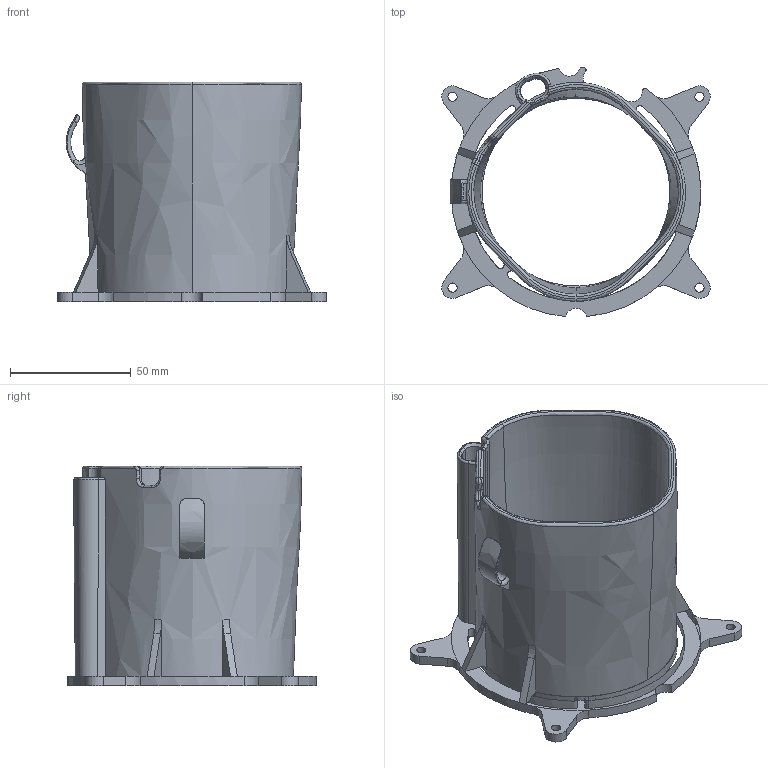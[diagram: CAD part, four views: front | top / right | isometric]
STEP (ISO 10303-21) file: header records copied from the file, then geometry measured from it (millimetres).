
FILE_DESCRIPTION(/* description */ (''),/* implementation_level */ '2;1');
FILE_NAME(/* name */ '25_OF reMix_Ventilation Pipe_2311',/* time_stamp */ '2023-12-12T07:36:54+01:00',/* author */ (''),/* organization */ (''),/* preprocessor_version */ 'ST-DEVELOPER v16.5',/* originating_system */ 'Rhino 7.28',/* authorisation */ '');
FILE_SCHEMA (('CONFIG_CONTROL_DESIGN'));
Length unit declared in the file: millimetre
Products named in the file (1): Document
Bounding box: 111.14 x 103.1 x 91.03 mm (x, y, z)
Volume: 79401.1 mm3; surface area: 62308 mm2
Topology: 1 solids, 1 shells, 274 faces, 747 edges, 473 vertices
Faces by surface type: bspline 122, plane 111, cylinder 41
Full cylindrical faces by diameter (mm): 3.8 x4, 77.729 x1
Entity records: 30634 total; most frequent: CARTESIAN_POINT 26107, ORIENTED_EDGE 1494, EDGE_CURVE 747, VERTEX_POINT 473, B_SPLINE_CURVE_WITH_KNOTS 360, EDGE_LOOP 296, ADVANCED_FACE 274, FACE_OUTER_BOUND 274
